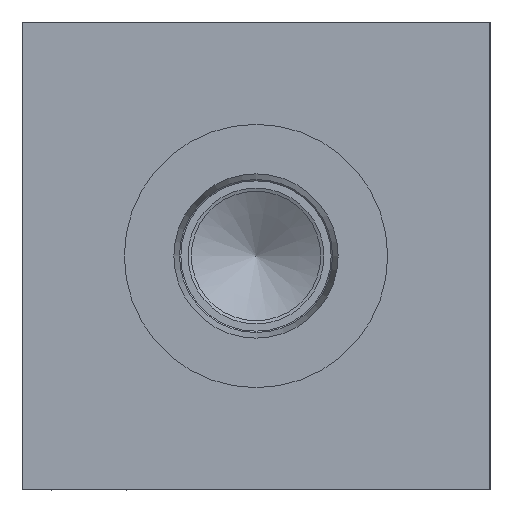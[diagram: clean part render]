
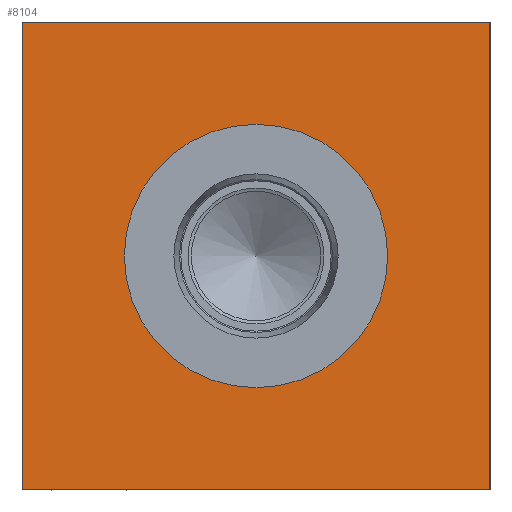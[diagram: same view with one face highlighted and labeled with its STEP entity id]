
A CAD part, left-side view. The second image highlights one B-rep face of the part: STEP entity #8104.
In plain terms, the highlighted planar face has unit normal (-1, 0, 0).
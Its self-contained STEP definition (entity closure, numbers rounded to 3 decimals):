
#278=CIRCLE('',#8620,12.51);
#279=CIRCLE('',#8621,12.51);
#343=FACE_BOUND('',#1516,.T.);
#1041=FACE_OUTER_BOUND('',#1515,.T.);
#1515=EDGE_LOOP('',(#7108,#7109,#7110,#7111));
#1516=EDGE_LOOP('',(#7112,#7113));
#1811=LINE('',#12404,#2561);
#2275=LINE('',#13890,#3025);
#2276=LINE('',#13891,#3026);
#2277=LINE('',#13892,#3027);
#2561=VECTOR('',#9070,10.);
#3025=VECTOR('',#10406,10.);
#3026=VECTOR('',#10407,10.);
#3027=VECTOR('',#10408,10.);
#3327=VERTEX_POINT('',#12397);
#3330=VERTEX_POINT('',#12402);
#3777=VERTEX_POINT('',#13859);
#3778=VERTEX_POINT('',#13860);
#3787=VERTEX_POINT('',#13888);
#3788=VERTEX_POINT('',#13889);
#4235=EDGE_CURVE('',#3330,#3327,#1811,.T.);
#4889=EDGE_CURVE('',#3777,#3778,#278,.T.);
#4890=EDGE_CURVE('',#3778,#3777,#279,.T.);
#4903=EDGE_CURVE('',#3787,#3788,#2275,.T.);
#4904=EDGE_CURVE('',#3788,#3327,#2276,.T.);
#4905=EDGE_CURVE('',#3787,#3330,#2277,.T.);
#7108=ORIENTED_EDGE('',*,*,#4903,.T.);
#7109=ORIENTED_EDGE('',*,*,#4904,.T.);
#7110=ORIENTED_EDGE('',*,*,#4235,.F.);
#7111=ORIENTED_EDGE('',*,*,#4905,.F.);
#7112=ORIENTED_EDGE('',*,*,#4889,.T.);
#7113=ORIENTED_EDGE('',*,*,#4890,.T.);
#7387=PLANE('',#8634);
#8104=ADVANCED_FACE('',(#1041,#343),#7387,.T.);
#8620=AXIS2_PLACEMENT_3D('',#13861,#10372,#10373);
#8621=AXIS2_PLACEMENT_3D('',#13862,#10374,#10375);
#8634=AXIS2_PLACEMENT_3D('',#13887,#10404,#10405);
#9070=DIRECTION('',(0.,-1.,0.));
#10372=DIRECTION('center_axis',(1.,0.,0.));
#10373=DIRECTION('ref_axis',(0.,0.,1.));
#10374=DIRECTION('center_axis',(1.,0.,0.));
#10375=DIRECTION('ref_axis',(0.,0.,1.));
#10404=DIRECTION('center_axis',(-1.,0.,0.));
#10405=DIRECTION('ref_axis',(0.,-1.,0.));
#10406=DIRECTION('',(0.,-1.,0.));
#10407=DIRECTION('',(0.,0.,1.));
#10408=DIRECTION('',(0.,0.,1.));
#12397=CARTESIAN_POINT('',(0.,0.,44.45));
#12402=CARTESIAN_POINT('',(0.,44.45,44.45));
#12404=CARTESIAN_POINT('',(0.,44.45,44.45));
#13859=CARTESIAN_POINT('',(0.,22.225,34.735));
#13860=CARTESIAN_POINT('',(0.,22.225,9.716));
#13861=CARTESIAN_POINT('Origin',(0.,22.225,22.225));
#13862=CARTESIAN_POINT('Origin',(0.,22.225,22.225));
#13887=CARTESIAN_POINT('Origin',(0.,44.45,0.));
#13888=CARTESIAN_POINT('',(0.,44.45,0.));
#13889=CARTESIAN_POINT('',(0.,0.,0.));
#13890=CARTESIAN_POINT('',(0.,44.45,0.));
#13891=CARTESIAN_POINT('',(0.,0.,0.));
#13892=CARTESIAN_POINT('',(0.,44.45,0.));
